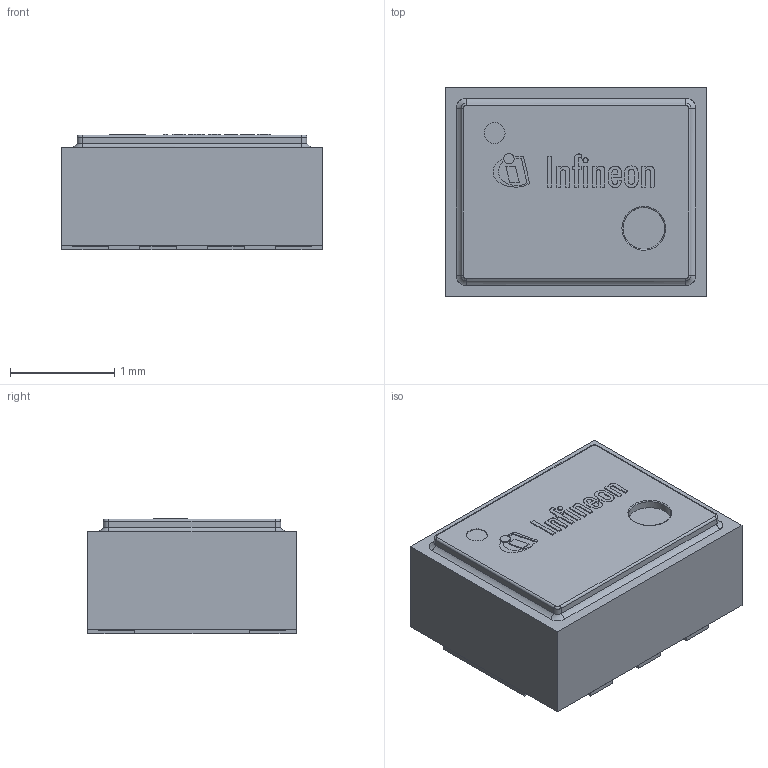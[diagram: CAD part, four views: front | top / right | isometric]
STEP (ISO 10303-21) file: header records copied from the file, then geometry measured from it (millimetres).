
FILE_DESCRIPTION(('Open CASCADE Model'),'2;1');
FILE_NAME('Open CASCADE Shape Model','2019-09-03T23:55:16',('Author'),( 'Open CASCADE'),'Open CASCADE STEP processor 6.5','Open CASCADE 6.5' ,'Unknown');
FILE_SCHEMA(('AUTOMOTIVE_DESIGN_CC2 { 1 2 10303 214 -1 1 5 4 }'));
Length unit declared in the file: millimetre
Products named in the file (209): Open CASCADE STEP translator 6.5 1; Open CASCADE STEP translator 6.5 1.1; Open CASCADE STEP translator 6.5 1.2; Open CASCADE STEP translator 6.5 1.3; Open CASCADE STEP translator 6.5 1.4; Open CASCADE STEP translator 6.5 1.5; Open CASCADE STEP translator 6.5 1.6; Open CASCADE STEP translator 6.5 1.7; Open CASCADE STEP translator 6.5 1.8; Open CASCADE STEP translator 6.5 1.9; Open CASCADE STEP translator 6.5 1.10; Open CASCADE STEP translator 6.5 1.11; Open CASCADE STEP translator 6.5 1.12; Open CASCADE STEP translator 6.5 1.13; Open CASCADE STEP translator 6.5 1.14; Open CASCADE STEP translator 6.5 1.15; Open CASCADE STEP translator 6.5 1.16; Open CASCADE STEP translator 6.5 1.17; Open CASCADE STEP translator 6.5 1.18; Open CASCADE STEP translator 6.5 1.19; Open CASCADE STEP translator 6.5 1.20; Open CASCADE STEP translator 6.5 1.21; Open CASCADE STEP translator 6.5 1.22; Open CASCADE STEP translator 6.5 1.23; Open CASCADE STEP translator 6.5 1.24; Open CASCADE STEP translator 6.5 1.25; Open CASCADE STEP translator 6.5 1.26; Open CASCADE STEP translator 6.5 1.27; Open CASCADE STEP translator 6.5 1.28; Open CASCADE STEP translator 6.5 1.29; Open CASCADE STEP translator 6.5 1.30; Open CASCADE STEP translator 6.5 1.31; Open CASCADE STEP translator 6.5 1.32; Open CASCADE STEP translator 6.5 1.33; Open CASCADE STEP translator 6.5 1.34; Open CASCADE STEP translator 6.5 1.35; Open CASCADE STEP translator 6.5 1.36; Open CASCADE STEP translator 6.5 1.37; Open CASCADE STEP translator 6.5 1.38; Open CASCADE STEP translator 6.5 1.39 ...
Assembly tree (208 placements, depth 2):
  Open CASCADE STEP translator 6.5 1
    Open CASCADE STEP translator 6.5 1.1
    Open CASCADE STEP translator 6.5 1.2
    Open CASCADE STEP translator 6.5 1.3
    Open CASCADE STEP translator 6.5 1.4
    Open CASCADE STEP translator 6.5 1.5
    Open CASCADE STEP translator 6.5 1.6
    Open CASCADE STEP translator 6.5 1.7
    Open CASCADE STEP translator 6.5 1.8
    Open CASCADE STEP translator 6.5 1.9
    Open CASCADE STEP translator 6.5 1.10
    Open CASCADE STEP translator 6.5 1.11
    Open CASCADE STEP translator 6.5 1.12
    Open CASCADE STEP translator 6.5 1.13
    Open CASCADE STEP translator 6.5 1.14
    Open CASCADE STEP translator 6.5 1.15
    Open CASCADE STEP translator 6.5 1.16
    Open CASCADE STEP translator 6.5 1.17
    Open CASCADE STEP translator 6.5 1.18
    Open CASCADE STEP translator 6.5 1.19
    Open CASCADE STEP translator 6.5 1.20
    Open CASCADE STEP translator 6.5 1.21
    Open CASCADE STEP translator 6.5 1.22
    Open CASCADE STEP translator 6.5 1.23
    Open CASCADE STEP translator 6.5 1.24
    Open CASCADE STEP translator 6.5 1.25
    Open CASCADE STEP translator 6.5 1.26
    Open CASCADE STEP translator 6.5 1.27
    Open CASCADE STEP translator 6.5 1.28
    Open CASCADE STEP translator 6.5 1.29
    Open CASCADE STEP translator 6.5 1.30
    Open CASCADE STEP translator 6.5 1.31
    Open CASCADE STEP translator 6.5 1.32
    Open CASCADE STEP translator 6.5 1.33
    Open CASCADE STEP translator 6.5 1.34
    Open CASCADE STEP translator 6.5 1.35
    Open CASCADE STEP translator 6.5 1.36
    Open CASCADE STEP translator 6.5 1.37
    Open CASCADE STEP translator 6.5 1.38
    Open CASCADE STEP translator 6.5 1.39
    Open CASCADE STEP translator 6.5 1.40
    Open CASCADE STEP translator 6.5 1.41
    Open CASCADE STEP translator 6.5 1.42
    Open CASCADE STEP translator 6.5 1.43
    Open CASCADE STEP translator 6.5 1.44
    Open CASCADE STEP translator 6.5 1.45
    Open CASCADE STEP translator 6.5 1.46
    Open CASCADE STEP translator 6.5 1.47
    Open CASCADE STEP translator 6.5 1.48
    Open CASCADE STEP translator 6.5 1.49
    Open CASCADE STEP translator 6.5 1.50
    Open CASCADE STEP translator 6.5 1.51
    Open CASCADE STEP translator 6.5 1.52
    Open CASCADE STEP translator 6.5 1.53
    Open CASCADE STEP translator 6.5 1.54
    Open CASCADE STEP translator 6.5 1.55
    Open CASCADE STEP translator 6.5 1.56
    Open CASCADE STEP translator 6.5 1.57
    Open CASCADE STEP translator 6.5 1.58
    Open CASCADE STEP translator 6.5 1.59
Bounding box: 2.5 x 2 x 1.11 mm (x, y, z)
Surface area: 44.8 mm2 (no closed solid volume)
Topology: 0 solids, 208 shells, 208 faces, 912 edges, 904 vertices
Faces by surface type: plane 180, cylinder 19, torus 9
Full cylindrical faces by diameter (mm): 0.049 x1, 0.098 x1, 0.2 x4, 0.4 x1
Entity records: 20248 total; most frequent: CARTESIAN_POINT 7447, B_SPLINE_CURVE_WITH_KNOTS 1684, ORIENTED_EDGE 920, PCURVE 920, DEFINITIONAL_REPRESENTATION 920, DIRECTION 918, EDGE_CURVE 912, VERTEX_POINT 904
